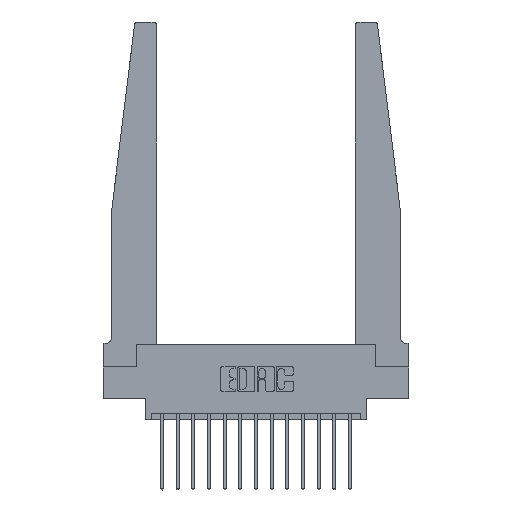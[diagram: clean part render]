
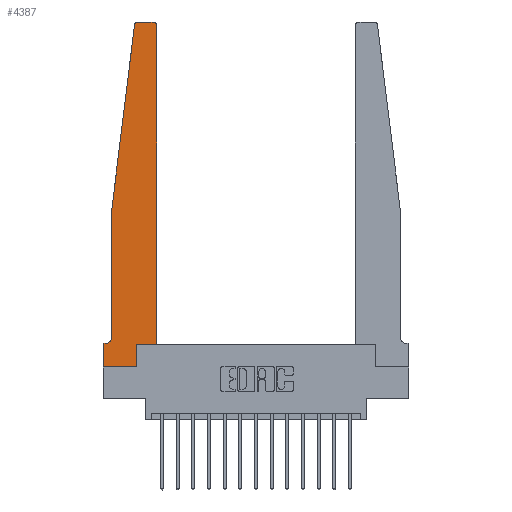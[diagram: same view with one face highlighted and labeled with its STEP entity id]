
A CAD part, top view. The second image highlights one B-rep face of the part: STEP entity #4387.
In plain terms, the highlighted planar face has unit normal (0, 0, 1).
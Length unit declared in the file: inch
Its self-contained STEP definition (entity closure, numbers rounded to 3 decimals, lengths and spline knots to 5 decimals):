
#19 = AXIS2_PLACEMENT_3D ( 'NONE', #1830, #11160, #3183 ) ;
#306 = CARTESIAN_POINT ( 'NONE',  ( 0.2605, 0.18, 0.37 ) ) ;
#701 = ORIENTED_EDGE ( 'NONE', *, *, #16184, .T. ) ;
#751 = VERTEX_POINT ( 'NONE', #11972 ) ;
#923 = ORIENTED_EDGE ( 'NONE', *, *, #3967, .T. ) ;
#1125 = ORIENTED_EDGE ( 'NONE', *, *, #16602, .T. ) ;
#1548 = LINE ( 'NONE', #306, #4703 ) ;
#1564 = CARTESIAN_POINT ( 'NONE',  ( 0.25, 2.75, 0.37 ) ) ;
#1830 = CARTESIAN_POINT ( 'NONE',  ( 0.27653, 2.72, 0.37 ) ) ;
#2131 = EDGE_CURVE ( 'NONE', #4956, #3224, #3544, .T. ) ;
#2155 = VERTEX_POINT ( 'NONE', #8463 ) ;
#2555 = CARTESIAN_POINT ( 'NONE',  ( 0.425, 0.18, 0.37 ) ) ;
#2699 = LINE ( 'NONE', #2555, #5855 ) ;
#2714 = CARTESIAN_POINT ( 'NONE',  ( 0.395, 2.72, 0.37 ) ) ;
#2819 = ORIENTED_EDGE ( 'NONE', *, *, #12542, .T. ) ;
#2911 = DIRECTION ( 'NONE',  ( -1., 0., 0. ) ) ;
#3131 = CARTESIAN_POINT ( 'NONE',  ( 0.065, 1.25, 0.37 ) ) ;
#3183 = DIRECTION ( 'NONE',  ( 1., 0., 0. ) ) ;
#3224 = VERTEX_POINT ( 'NONE', #4980 ) ;
#3318 = EDGE_CURVE ( 'NONE', #751, #16590, #2699, .T. ) ;
#3332 = DIRECTION ( 'NONE',  ( 0., 0., -1. ) ) ;
#3451 = EDGE_CURVE ( 'NONE', #5110, #3508, #4171, .T. ) ;
#3508 = VERTEX_POINT ( 'NONE', #9682 ) ;
#3512 = VERTEX_POINT ( 'NONE', #11072 ) ;
#3544 = LINE ( 'NONE', #3131, #9810 ) ;
#3650 = ORIENTED_EDGE ( 'NONE', *, *, #3318, .T. ) ;
#3793 = CARTESIAN_POINT ( 'NONE',  ( 0.24675, 2.72367, 0.37 ) ) ;
#3804 = CARTESIAN_POINT ( 'NONE',  ( 0., 0., 0.37 ) ) ;
#3967 = EDGE_CURVE ( 'NONE', #9829, #5110, #12078, .T. ) ;
#4060 = DIRECTION ( 'NONE',  ( 1., 0., 0. ) ) ;
#4171 = LINE ( 'NONE', #1564, #10827 ) ;
#4379 = CARTESIAN_POINT ( 'NONE',  ( 0.425, 0.18, 0.37 ) ) ;
#4387 = ADVANCED_FACE ( 'NONE', ( #5819 ), #5121, .T. ) ;
#4703 = VECTOR ( 'NONE', #9673, 39.37008 ) ;
#4956 = VERTEX_POINT ( 'NONE', #3793 ) ;
#4980 = CARTESIAN_POINT ( 'NONE',  ( 0.065, 1.25, 0.37 ) ) ;
#5087 = VECTOR ( 'NONE', #11791, 39.37008 ) ;
#5110 = VERTEX_POINT ( 'NONE', #10728 ) ;
#5121 = PLANE ( 'NONE',  #6646 ) ;
#5132 = ORIENTED_EDGE ( 'NONE', *, *, #16484, .T. ) ;
#5160 = LINE ( 'NONE', #12011, #8301 ) ;
#5327 = EDGE_LOOP ( 'NONE', ( #8056, #8890, #7014, #7847, #701, #1125, #5132, #2819, #13470, #3650, #17015, #923 ) ) ;
#5819 = FACE_OUTER_BOUND ( 'NONE', #5327, .T. ) ;
#5855 = VECTOR ( 'NONE', #15869, 39.37008 ) ;
#6208 = CIRCLE ( 'NONE', #10106, 0.05 ) ;
#6617 = VECTOR ( 'NONE', #7080, 39.37008 ) ;
#6646 = AXIS2_PLACEMENT_3D ( 'NONE', #14385, #15781, #7809 ) ;
#6833 = DIRECTION ( 'NONE',  ( 0., -1., 0. ) ) ;
#7014 = ORIENTED_EDGE ( 'NONE', *, *, #2131, .T. ) ;
#7080 = DIRECTION ( 'NONE',  ( -1., 0., 0. ) ) ;
#7252 = EDGE_CURVE ( 'NONE', #3508, #4956, #7814, .T. ) ;
#7335 = VERTEX_POINT ( 'NONE', #13980 ) ;
#7677 = LINE ( 'NONE', #7725, #10771 ) ;
#7725 = CARTESIAN_POINT ( 'NONE',  ( 0.065, 1.25, 0.37 ) ) ;
#7809 = DIRECTION ( 'NONE',  ( 1., 0., 0. ) ) ;
#7814 = CIRCLE ( 'NONE', #19, 0.03 ) ;
#7847 = ORIENTED_EDGE ( 'NONE', *, *, #16324, .T. ) ;
#8056 = ORIENTED_EDGE ( 'NONE', *, *, #3451, .T. ) ;
#8301 = VECTOR ( 'NONE', #6833, 39.37008 ) ;
#8463 = CARTESIAN_POINT ( 'NONE',  ( 0.015, 0.1875, 0.37 ) ) ;
#8890 = ORIENTED_EDGE ( 'NONE', *, *, #7252, .T. ) ;
#9629 = LINE ( 'NONE', #17180, #13608 ) ;
#9673 = DIRECTION ( 'NONE',  ( 0., 1., 0. ) ) ;
#9682 = CARTESIAN_POINT ( 'NONE',  ( 0.27653, 2.75, 0.37 ) ) ;
#9802 = CARTESIAN_POINT ( 'NONE',  ( 0., 0.1875, 0.37 ) ) ;
#9810 = VECTOR ( 'NONE', #12456, 39.37008 ) ;
#9829 = VERTEX_POINT ( 'NONE', #15138 ) ;
#10106 = AXIS2_PLACEMENT_3D ( 'NONE', #11307, #3332, #12651 ) ;
#10146 = LINE ( 'NONE', #12354, #6617 ) ;
#10229 = VERTEX_POINT ( 'NONE', #10626 ) ;
#10447 = DIRECTION ( 'NONE',  ( 0., -1., 0. ) ) ;
#10626 = CARTESIAN_POINT ( 'NONE',  ( 0., 0., 0.37 ) ) ;
#10728 = CARTESIAN_POINT ( 'NONE',  ( 0.395, 2.75, 0.37 ) ) ;
#10771 = VECTOR ( 'NONE', #10447, 39.37008 ) ;
#10827 = VECTOR ( 'NONE', #2911, 39.37008 ) ;
#11072 = CARTESIAN_POINT ( 'NONE',  ( 0.065, 0.2375, 0.37 ) ) ;
#11160 = DIRECTION ( 'NONE',  ( 0., 0., 1. ) ) ;
#11307 = CARTESIAN_POINT ( 'NONE',  ( 0.015, 0.2375, 0.37 ) ) ;
#11591 = EDGE_CURVE ( 'NONE', #7335, #751, #1548, .T. ) ;
#11741 = LINE ( 'NONE', #3804, #5087 ) ;
#11791 = DIRECTION ( 'NONE',  ( 1., 0., 0. ) ) ;
#11972 = CARTESIAN_POINT ( 'NONE',  ( 0.2605, 0.18, 0.37 ) ) ;
#12011 = CARTESIAN_POINT ( 'NONE',  ( 0., 0., 0.37 ) ) ;
#12052 = DIRECTION ( 'NONE',  ( 0., 0., 1. ) ) ;
#12078 = CIRCLE ( 'NONE', #14457, 0.03 ) ;
#12354 = CARTESIAN_POINT ( 'NONE',  ( 0.065, 0.1875, 0.37 ) ) ;
#12456 = DIRECTION ( 'NONE',  ( -0.122, -0.992, 0. ) ) ;
#12542 = EDGE_CURVE ( 'NONE', #10229, #7335, #11741, .T. ) ;
#12651 = DIRECTION ( 'NONE',  ( -1., 0., 0. ) ) ;
#12787 = VERTEX_POINT ( 'NONE', #9802 ) ;
#13151 = DIRECTION ( 'NONE',  ( 0., 1., 0. ) ) ;
#13470 = ORIENTED_EDGE ( 'NONE', *, *, #11591, .T. ) ;
#13608 = VECTOR ( 'NONE', #13151, 39.37008 ) ;
#13685 = EDGE_CURVE ( 'NONE', #16590, #9829, #9629, .T. ) ;
#13980 = CARTESIAN_POINT ( 'NONE',  ( 0.2605, 0., 0.37 ) ) ;
#14385 = CARTESIAN_POINT ( 'NONE',  ( 0., 0.1875, 0.37 ) ) ;
#14457 = AXIS2_PLACEMENT_3D ( 'NONE', #2714, #12052, #4060 ) ;
#15138 = CARTESIAN_POINT ( 'NONE',  ( 0.425, 2.72, 0.37 ) ) ;
#15781 = DIRECTION ( 'NONE',  ( 0., 0., 1. ) ) ;
#15869 = DIRECTION ( 'NONE',  ( 1., 0., 0. ) ) ;
#16184 = EDGE_CURVE ( 'NONE', #3512, #2155, #6208, .T. ) ;
#16324 = EDGE_CURVE ( 'NONE', #3224, #3512, #7677, .T. ) ;
#16484 = EDGE_CURVE ( 'NONE', #12787, #10229, #5160, .T. ) ;
#16590 = VERTEX_POINT ( 'NONE', #4379 ) ;
#16602 = EDGE_CURVE ( 'NONE', #2155, #12787, #10146, .T. ) ;
#17015 = ORIENTED_EDGE ( 'NONE', *, *, #13685, .T. ) ;
#17180 = CARTESIAN_POINT ( 'NONE',  ( 0.425, 0.18, 0.37 ) ) ;
